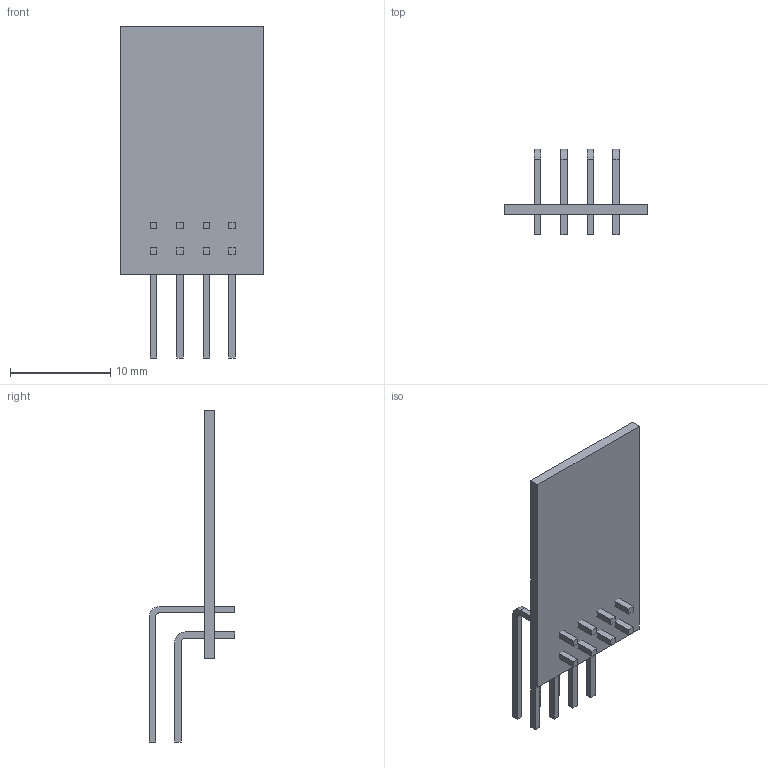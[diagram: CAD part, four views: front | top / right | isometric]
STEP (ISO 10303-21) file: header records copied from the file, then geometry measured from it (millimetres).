
FILE_DESCRIPTION(('FreeCAD Model'),'2;1');
FILE_NAME('esp8266.step','2014-12-29T00:59:39',( 'FreeCAD'),('FreeCAD'),'Open CASCADE STEP processor 6.7','FreeCAD', 'Unknown');
FILE_SCHEMA(('AUTOMOTIVE_DESIGN_CC2 { 1 2 10303 214 -1 1 5 4 }'));
Length unit declared in the file: millimetre
Products named in the file (5): Pad003; Pad; Pad001; Pad005; Pad004
Bounding box: 14.3 x 8.54 x 33.16 mm (x, y, z)
Volume: 415.6 mm3; surface area: 1174.8 mm2
Topology: 9 solids, 9 shells, 86 faces, 204 edges, 136 vertices
Faces by surface type: plane 70, cylinder 16
Entity records: 5281 total; most frequent: CARTESIAN_POINT 931, DIRECTION 802, LINE 548, VECTOR 548, ORIENTED_EDGE 408, PCURVE 408, DEFINITIONAL_REPRESENTATION 408, EDGE_CURVE 204
